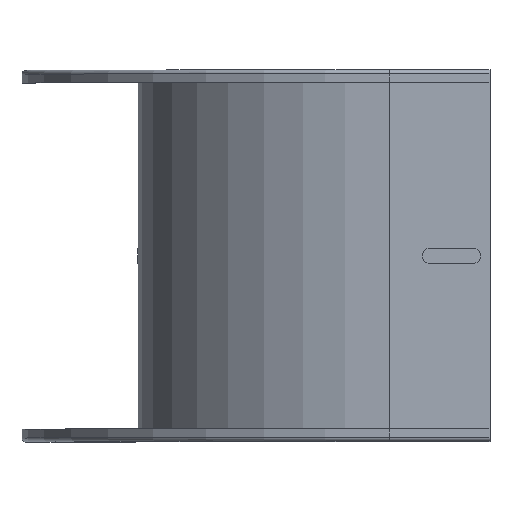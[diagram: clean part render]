
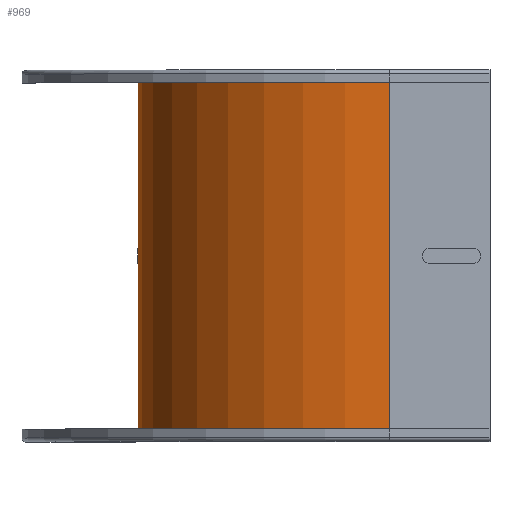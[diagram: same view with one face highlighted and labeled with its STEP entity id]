
A CAD part, top view. The second image highlights one B-rep face of the part: STEP entity #969.
In plain terms, the highlighted cylindrical face has radius 136.7 mm (diameter 273.4 mm), a partial arc.
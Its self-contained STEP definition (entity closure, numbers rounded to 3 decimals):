
#99=FACE_OUTER_BOUND('',#153,.T.);
#153=EDGE_LOOP('',(#832,#833,#834,#835));
#210=LINE('',#1561,#294);
#234=LINE('',#1645,#318);
#294=VECTOR('',#1250,1.);
#318=VECTOR('',#1344,1.);
#346=CIRCLE('',#1003,136.7);
#383=CIRCLE('',#1072,136.7);
#412=VERTEX_POINT('',#1455);
#417=VERTEX_POINT('',#1466);
#446=VERTEX_POINT('',#1559);
#471=VERTEX_POINT('',#1641);
#516=EDGE_CURVE('',#412,#417,#346,.T.);
#564=EDGE_CURVE('',#446,#417,#210,.T.);
#605=EDGE_CURVE('',#471,#446,#383,.T.);
#606=EDGE_CURVE('',#412,#471,#234,.T.);
#832=ORIENTED_EDGE('',*,*,#564,.F.);
#833=ORIENTED_EDGE('',*,*,#605,.F.);
#834=ORIENTED_EDGE('',*,*,#606,.F.);
#835=ORIENTED_EDGE('',*,*,#516,.T.);
#924=CYLINDRICAL_SURFACE('',#1073,136.7);
#969=ADVANCED_FACE('',(#99),#924,.T.);
#1003=AXIS2_PLACEMENT_3D('',#1468,#1150,#1151);
#1072=AXIS2_PLACEMENT_3D('',#1643,#1340,#1341);
#1073=AXIS2_PLACEMENT_3D('',#1644,#1342,#1343);
#1150=DIRECTION('center_axis',(0.,-1.,0.));
#1151=DIRECTION('ref_axis',(0.,0.,1.));
#1250=DIRECTION('',(0.,1.,0.));
#1340=DIRECTION('center_axis',(0.,-1.,0.));
#1341=DIRECTION('ref_axis',(0.,0.,1.));
#1342=DIRECTION('center_axis',(0.,-1.,0.));
#1343=DIRECTION('ref_axis',(0.,0.,1.));
#1344=DIRECTION('',(0.,-1.,0.));
#1455=CARTESIAN_POINT('',(194.906,196.408,202.2));
#1466=CARTESIAN_POINT('',(58.206,196.408,65.5));
#1468=CARTESIAN_POINT('Origin',(194.906,196.408,65.5));
#1559=CARTESIAN_POINT('',(58.206,-0.792,65.5));
#1561=CARTESIAN_POINT('',(58.206,147.808,65.5));
#1641=CARTESIAN_POINT('',(194.906,-0.792,202.2));
#1643=CARTESIAN_POINT('Origin',(194.906,-0.792,65.5));
#1644=CARTESIAN_POINT('Origin',(194.906,23.508,65.5));
#1645=CARTESIAN_POINT('',(194.906,97.808,202.2));
